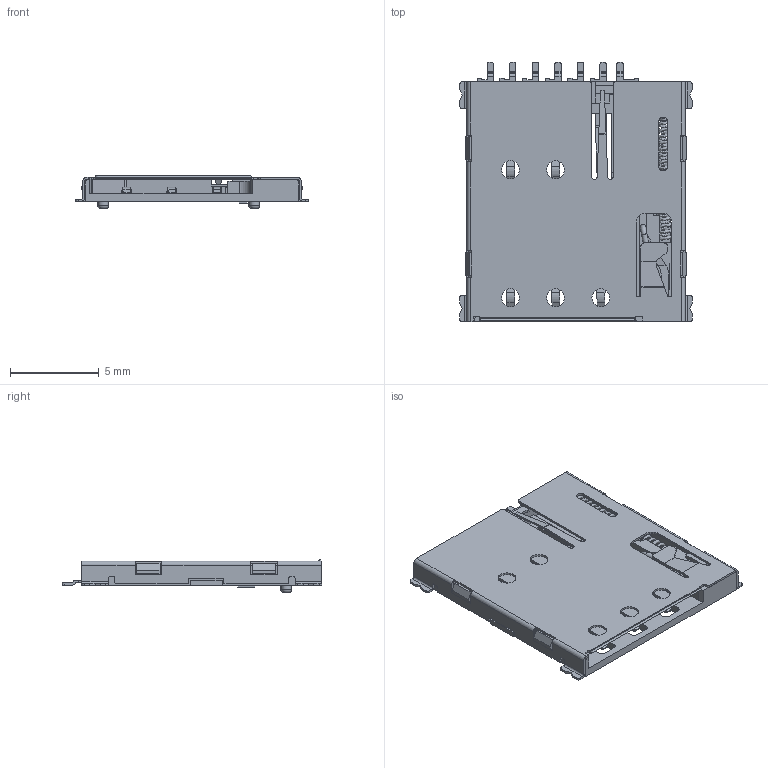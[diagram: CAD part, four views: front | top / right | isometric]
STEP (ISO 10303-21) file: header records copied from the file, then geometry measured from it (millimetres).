
FILE_DESCRIPTION(/* description */ ('Unknown'),/* implementation_level */ '2;1');
FILE_NAME(/* name */ '693041010711',/* time_stamp */ '2023-10-06T08:53:43+02:00',/* author */ ('Unknown'),/* organization */ ('Unknown'),/* preprocessor_version */ 'ST-DEVELOPER v18.102',/* originating_system */ 'Solid Edge',/* authorisation */ 'Unknown');
FILE_SCHEMA (('AUTOMOTIVE_DESIGN {1 0 10303 214 3 1 1}'));
Length unit declared in the file: millimetre
Products named in the file (9): 693041010711; 693041010711_Slider; 693041010711_Pin CD; 693041010711_Pin long; 693041010711_Spring; 693041010711_Clip; 693041010711_Shielding; 693041010711_Pin short
Assembly tree (12 placements, depth 2):
  693041010711
    693041010711
    693041010711_Slider
    693041010711_Pin CD
    693041010711_Pin long  x3
    693041010711_Spring
    693041010711_Clip
    693041010711_Shielding
    693041010711_Pin short  x3
Bounding box: 13.09 x 14.6 x 1.87 mm (x, y, z)
Volume: 105.4 mm3; surface area: 961.5 mm2
Topology: 12 solids, 12 shells, 693 faces, 1988 edges, 1311 vertices
Faces by surface type: plane 472, cylinder 210, torus 6, bspline 5
Full cylindrical faces by diameter (mm): 0.3 x3, 0.4 x1, 0.5 x1, 0.6 x5, 0.8 x3, 1 x5
Entity records: 19981 total; most frequent: CARTESIAN_POINT 5143, ORIENTED_EDGE 3094, DIRECTION 2961, EDGE_CURVE 1547, LINE 1213, VECTOR 1213, VERTEX_POINT 1031, AXIS2_PLACEMENT_3D 874
